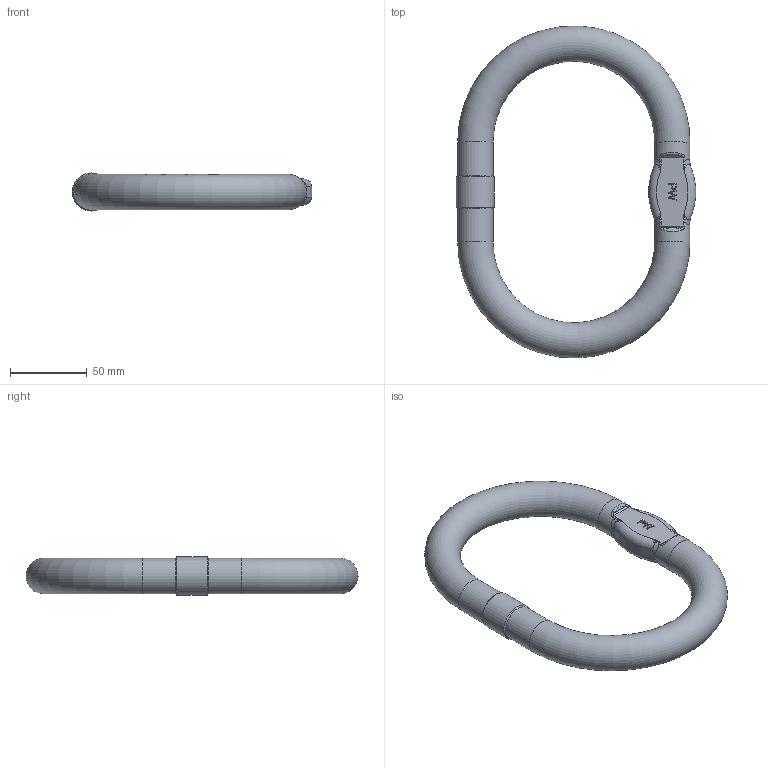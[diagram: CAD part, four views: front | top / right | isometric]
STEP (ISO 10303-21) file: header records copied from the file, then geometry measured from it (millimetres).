
FILE_DESCRIPTION(/* description */ (''),/* implementation_level */ '2;1');
FILE_NAME(/* name */ 'pewag_MW_22.stp1.stp',/* time_stamp */ '2023-01-27T09:33:51+01:00',/* author */ (''),/* organization */ (''),/* preprocessor_version */ 'ST-DEVELOPER v16',/* originating_system */ 'SIEMENS PLM Software NX 11.0',/* authorisation */ '');
FILE_SCHEMA (('AUTOMOTIVE_DESIGN { 1 0 10303 214 3 1 1 1 }'));
Length unit declared in the file: millimetre
Products named in the file (1): KSE2DF0FA72zqpk
Bounding box: 155.56 x 215.91 x 24.73 mm (x, y, z)
Volume: 223672.1 mm3; surface area: 41239.8 mm2
Topology: 10 solids, 10 shells, 176 faces, 437 edges, 263 vertices
Faces by surface type: plane 71, bspline 48, extrusion 30, cylinder 19, torus 6, cone 2
Full cylindrical faces by diameter (mm): 23 x4, 24.725 x1
Entity records: 6730 total; most frequent: CARTESIAN_POINT 3240, ORIENTED_EDGE 814, DIRECTION 473, EDGE_CURVE 407, B_SPLINE_CURVE_WITH_KNOTS 264, VERTEX_POINT 258, EDGE_LOOP 189, ADVANCED_FACE 176
